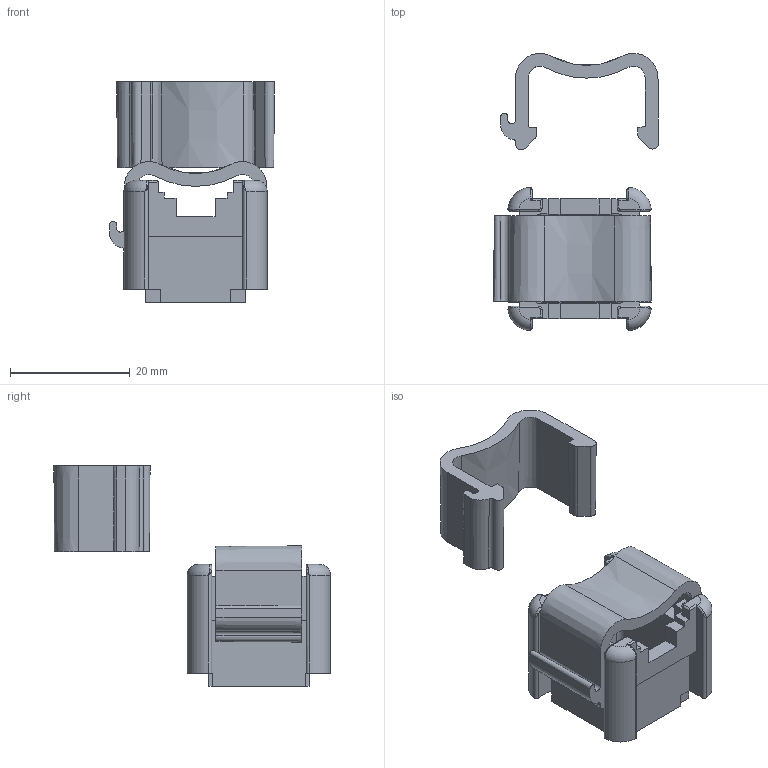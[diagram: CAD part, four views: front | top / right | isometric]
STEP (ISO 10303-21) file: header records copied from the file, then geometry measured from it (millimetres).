
FILE_DESCRIPTION(/* description */ (''),/* implementation_level */ '2;1');
FILE_NAME(/* name */ '2318_SH1_iso.stp',/* time_stamp */ '2011-08-08T15:08:34+02:00',/* author */ (''),/* organization */ (''),/* preprocessor_version */ 'ST-DEVELOPER v11',/* originating_system */ 'SIEMENS UGS NX 6.0',/* authorisation */ '');
FILE_SCHEMA (('CONFIG_CONTROL_DESIGN'));
Length unit declared in the file: millimetre
Products named in the file (2): sh1_feder_151102; 2318_SH1_iso
Assembly tree (2 placements, depth 2):
  2318_SH1_iso
    sh1_feder_151102  x2
Bounding box: 27.5 x 46.17 x 36.73 mm (x, y, z)
Volume: 6506.6 mm3; surface area: 7152.7 mm2
Topology: 3 solids, 3 shells, 195 faces, 528 edges, 327 vertices
Faces by surface type: plane 98, cylinder 41, cone 28, bspline 20, torus 4, sphere 4
Full cylindrical faces by diameter (mm): 4.9 x1
Entity records: 5796 total; most frequent: CARTESIAN_POINT 1524, ORIENTED_EDGE 872, DIRECTION 814, EDGE_CURVE 436, LINE 294, VECTOR 294, VERTEX_POINT 274, AXIS2_PLACEMENT_3D 260
